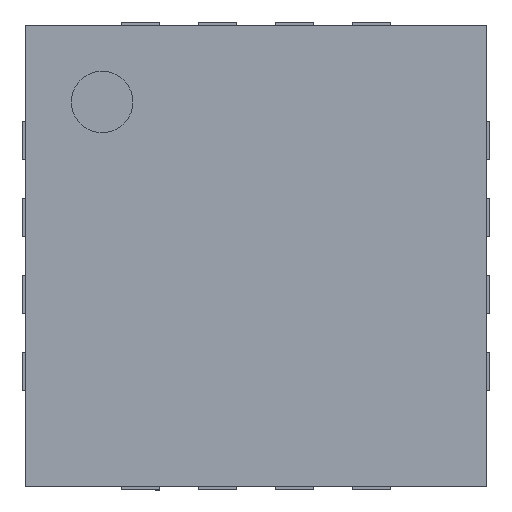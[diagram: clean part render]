
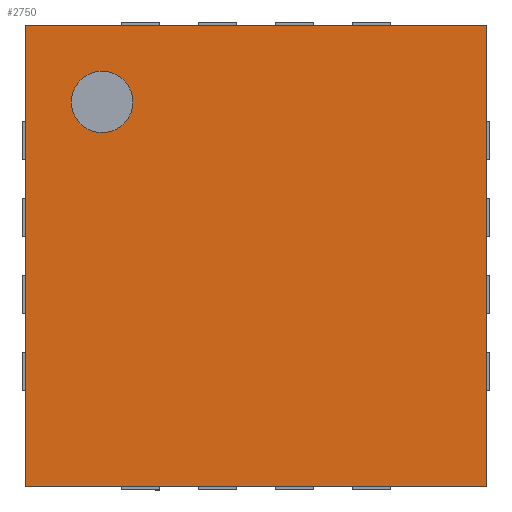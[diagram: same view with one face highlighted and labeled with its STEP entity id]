
A CAD part, top view. The second image highlights one B-rep face of the part: STEP entity #2750.
In plain terms, the highlighted planar face has unit normal (0, 0, 1).
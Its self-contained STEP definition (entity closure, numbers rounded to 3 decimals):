
#20 = EDGE_LOOP ( 'NONE', ( #377, #4127, #2289, #4486 ) ) ;
#196 = DIRECTION ( 'NONE',  ( 1., 0., 0. ) ) ;
#204 = VECTOR ( 'NONE', #5694, 1000. ) ;
#356 = DIRECTION ( 'NONE',  ( -1., 0., 0. ) ) ;
#377 = ORIENTED_EDGE ( 'NONE', *, *, #4893, .T. ) ;
#549 = CARTESIAN_POINT ( 'NONE',  ( 1.472, -1.5, 0.9 ) ) ;
#657 = EDGE_CURVE ( 'NONE', #2587, #4995, #1840, .T. ) ;
#868 = VECTOR ( 'NONE', #5795, 1000. ) ;
#949 = PLANE ( 'NONE',  #1779 ) ;
#1033 = VERTEX_POINT ( 'NONE', #1557 ) ;
#1118 = VECTOR ( 'NONE', #196, 1000. ) ;
#1356 = DIRECTION ( 'NONE',  ( 0., 0., 1. ) ) ;
#1557 = CARTESIAN_POINT ( 'NONE',  ( -1.528, -1.5, 0.9 ) ) ;
#1613 = CIRCLE ( 'NONE', #5271, 0.2 ) ;
#1651 = CARTESIAN_POINT ( 'NONE',  ( 1.472, 0., 0.9 ) ) ;
#1726 = EDGE_CURVE ( 'NONE', #6010, #4635, #1613, .T. ) ;
#1779 = AXIS2_PLACEMENT_3D ( 'NONE', #549, #1356, #4243 ) ;
#1840 = LINE ( 'NONE', #1651, #204 ) ;
#1911 = EDGE_CURVE ( 'NONE', #1033, #6602, #3744, .T. ) ;
#2289 = ORIENTED_EDGE ( 'NONE', *, *, #3597, .F. ) ;
#2570 = CARTESIAN_POINT ( 'NONE',  ( 1.472, -1.5, 0.9 ) ) ;
#2587 = VERTEX_POINT ( 'NONE', #2570 ) ;
#2591 = CARTESIAN_POINT ( 'NONE',  ( -1.028, 1., 0.9 ) ) ;
#2714 = EDGE_CURVE ( 'NONE', #4635, #6010, #3674, .T. ) ;
#2728 = DIRECTION ( 'NONE',  ( 1., 0., 0. ) ) ;
#2750 = ADVANCED_FACE ( 'NONE', ( #5590, #6934 ), #949, .T. ) ;
#2924 = VECTOR ( 'NONE', #2728, 1000. ) ;
#3029 = CARTESIAN_POINT ( 'NONE',  ( -0.828, 1., 0.9 ) ) ;
#3361 = ORIENTED_EDGE ( 'NONE', *, *, #2714, .T. ) ;
#3379 = EDGE_LOOP ( 'NONE', ( #3361, #6142 ) ) ;
#3539 = CARTESIAN_POINT ( 'NONE',  ( -1.528, 1.5, 0.9 ) ) ;
#3597 = EDGE_CURVE ( 'NONE', #6602, #4995, #5633, .T. ) ;
#3674 = CIRCLE ( 'NONE', #4738, 0.2 ) ;
#3738 = DIRECTION ( 'NONE',  ( 0., 0., -1. ) ) ;
#3744 = LINE ( 'NONE', #5176, #868 ) ;
#3828 = DIRECTION ( 'NONE',  ( 0., 0., -1. ) ) ;
#4127 = ORIENTED_EDGE ( 'NONE', *, *, #657, .T. ) ;
#4243 = DIRECTION ( 'NONE',  ( 1., 0., 0. ) ) ;
#4246 = CARTESIAN_POINT ( 'NONE',  ( -0.028, 1.5, 0.9 ) ) ;
#4293 = LINE ( 'NONE', #5004, #2924 ) ;
#4486 = ORIENTED_EDGE ( 'NONE', *, *, #1911, .F. ) ;
#4635 = VERTEX_POINT ( 'NONE', #5989 ) ;
#4738 = AXIS2_PLACEMENT_3D ( 'NONE', #2591, #3738, #6826 ) ;
#4893 = EDGE_CURVE ( 'NONE', #1033, #2587, #4293, .T. ) ;
#4995 = VERTEX_POINT ( 'NONE', #6862 ) ;
#5004 = CARTESIAN_POINT ( 'NONE',  ( -0.028, -1.5, 0.9 ) ) ;
#5176 = CARTESIAN_POINT ( 'NONE',  ( -1.528, 0., 0.9 ) ) ;
#5271 = AXIS2_PLACEMENT_3D ( 'NONE', #5660, #3828, #356 ) ;
#5590 = FACE_BOUND ( 'NONE', #3379, .T. ) ;
#5633 = LINE ( 'NONE', #4246, #1118 ) ;
#5660 = CARTESIAN_POINT ( 'NONE',  ( -1.028, 1., 0.9 ) ) ;
#5694 = DIRECTION ( 'NONE',  ( 0., 1., 0. ) ) ;
#5795 = DIRECTION ( 'NONE',  ( 0., 1., 0. ) ) ;
#5989 = CARTESIAN_POINT ( 'NONE',  ( -1.228, 1., 0.9 ) ) ;
#6010 = VERTEX_POINT ( 'NONE', #3029 ) ;
#6142 = ORIENTED_EDGE ( 'NONE', *, *, #1726, .T. ) ;
#6602 = VERTEX_POINT ( 'NONE', #3539 ) ;
#6826 = DIRECTION ( 'NONE',  ( -1., 0., 0. ) ) ;
#6862 = CARTESIAN_POINT ( 'NONE',  ( 1.472, 1.5, 0.9 ) ) ;
#6934 = FACE_OUTER_BOUND ( 'NONE', #20, .T. ) ;
